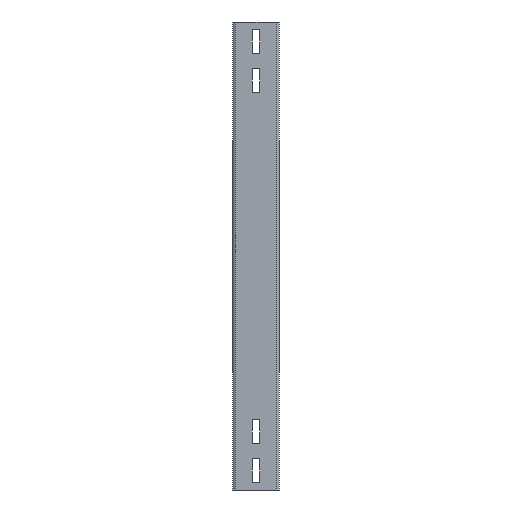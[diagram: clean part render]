
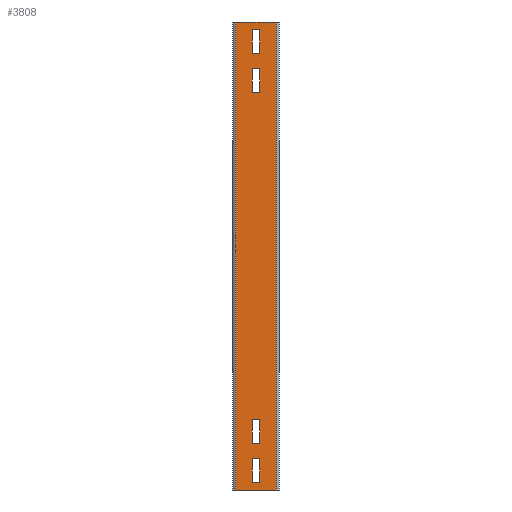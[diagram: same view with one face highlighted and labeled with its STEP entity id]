
A CAD part, left-side view. The second image highlights one B-rep face of the part: STEP entity #3808.
In plain terms, the highlighted face is planar.
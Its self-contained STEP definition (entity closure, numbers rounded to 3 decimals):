
#67=FACE_BOUND('',#588,.T.);
#68=FACE_BOUND('',#589,.T.);
#69=FACE_BOUND('',#590,.T.);
#70=FACE_BOUND('',#591,.T.);
#348=FACE_OUTER_BOUND('',#587,.T.);
#587=EDGE_LOOP('',(#2982,#2983,#2984,#2985));
#588=EDGE_LOOP('',(#2986,#2987,#2988,#2989));
#589=EDGE_LOOP('',(#2990,#2991,#2992,#2993));
#590=EDGE_LOOP('',(#2994,#2995,#2996,#2997));
#591=EDGE_LOOP('',(#2998,#2999,#3000,#3001));
#846=LINE('',#5849,#1279);
#850=LINE('',#5856,#1283);
#853=LINE('',#5862,#1286);
#855=LINE('',#5865,#1288);
#858=LINE('',#5873,#1291);
#862=LINE('',#5880,#1295);
#865=LINE('',#5886,#1298);
#867=LINE('',#5889,#1300);
#870=LINE('',#5897,#1303);
#873=LINE('',#5903,#1306);
#876=LINE('',#5909,#1309);
#879=LINE('',#5913,#1312);
#882=LINE('',#5921,#1315);
#885=LINE('',#5927,#1318);
#888=LINE('',#5933,#1321);
#891=LINE('',#5937,#1324);
#914=LINE('',#5993,#1347);
#923=LINE('',#6015,#1356);
#925=LINE('',#6021,#1358);
#933=LINE('',#6042,#1366);
#1279=VECTOR('',#4755,10.);
#1283=VECTOR('',#4761,10.);
#1286=VECTOR('',#4766,10.);
#1288=VECTOR('',#4770,10.);
#1291=VECTOR('',#4775,10.);
#1295=VECTOR('',#4781,10.);
#1298=VECTOR('',#4786,10.);
#1300=VECTOR('',#4790,10.);
#1303=VECTOR('',#4795,10.);
#1306=VECTOR('',#4800,10.);
#1309=VECTOR('',#4805,10.);
#1312=VECTOR('',#4810,10.);
#1315=VECTOR('',#4815,10.);
#1318=VECTOR('',#4820,10.);
#1321=VECTOR('',#4825,10.);
#1324=VECTOR('',#4830,10.);
#1347=VECTOR('',#4883,10.);
#1356=VECTOR('',#4908,10.);
#1358=VECTOR('',#4916,10.);
#1366=VECTOR('',#4938,10.);
#1703=VERTEX_POINT('',#5846);
#1704=VERTEX_POINT('',#5848);
#1706=VERTEX_POINT('',#5854);
#1708=VERTEX_POINT('',#5860);
#1711=VERTEX_POINT('',#5870);
#1712=VERTEX_POINT('',#5872);
#1714=VERTEX_POINT('',#5878);
#1716=VERTEX_POINT('',#5884);
#1719=VERTEX_POINT('',#5894);
#1720=VERTEX_POINT('',#5896);
#1722=VERTEX_POINT('',#5902);
#1724=VERTEX_POINT('',#5908);
#1727=VERTEX_POINT('',#5918);
#1728=VERTEX_POINT('',#5920);
#1730=VERTEX_POINT('',#5926);
#1732=VERTEX_POINT('',#5932);
#1749=VERTEX_POINT('',#5990);
#1750=VERTEX_POINT('',#5992);
#1755=VERTEX_POINT('',#6014);
#1756=VERTEX_POINT('',#6020);
#2094=EDGE_CURVE('',#1704,#1703,#846,.T.);
#2098=EDGE_CURVE('',#1703,#1706,#850,.T.);
#2101=EDGE_CURVE('',#1706,#1708,#853,.T.);
#2103=EDGE_CURVE('',#1708,#1704,#855,.T.);
#2106=EDGE_CURVE('',#1712,#1711,#858,.T.);
#2110=EDGE_CURVE('',#1711,#1714,#862,.T.);
#2113=EDGE_CURVE('',#1714,#1716,#865,.T.);
#2115=EDGE_CURVE('',#1716,#1712,#867,.T.);
#2118=EDGE_CURVE('',#1720,#1719,#870,.T.);
#2121=EDGE_CURVE('',#1722,#1720,#873,.T.);
#2124=EDGE_CURVE('',#1724,#1722,#876,.T.);
#2127=EDGE_CURVE('',#1719,#1724,#879,.T.);
#2130=EDGE_CURVE('',#1728,#1727,#882,.T.);
#2133=EDGE_CURVE('',#1730,#1728,#885,.T.);
#2136=EDGE_CURVE('',#1732,#1730,#888,.T.);
#2139=EDGE_CURVE('',#1727,#1732,#891,.T.);
#2167=EDGE_CURVE('',#1749,#1750,#914,.T.);
#2178=EDGE_CURVE('',#1755,#1750,#923,.T.);
#2181=EDGE_CURVE('',#1756,#1755,#925,.T.);
#2192=EDGE_CURVE('',#1756,#1749,#933,.T.);
#2982=ORIENTED_EDGE('',*,*,#2167,.F.);
#2983=ORIENTED_EDGE('',*,*,#2192,.F.);
#2984=ORIENTED_EDGE('',*,*,#2181,.T.);
#2985=ORIENTED_EDGE('',*,*,#2178,.T.);
#2986=ORIENTED_EDGE('',*,*,#2094,.T.);
#2987=ORIENTED_EDGE('',*,*,#2098,.T.);
#2988=ORIENTED_EDGE('',*,*,#2101,.T.);
#2989=ORIENTED_EDGE('',*,*,#2103,.T.);
#2990=ORIENTED_EDGE('',*,*,#2106,.T.);
#2991=ORIENTED_EDGE('',*,*,#2110,.T.);
#2992=ORIENTED_EDGE('',*,*,#2113,.T.);
#2993=ORIENTED_EDGE('',*,*,#2115,.T.);
#2994=ORIENTED_EDGE('',*,*,#2118,.T.);
#2995=ORIENTED_EDGE('',*,*,#2127,.T.);
#2996=ORIENTED_EDGE('',*,*,#2124,.T.);
#2997=ORIENTED_EDGE('',*,*,#2121,.T.);
#2998=ORIENTED_EDGE('',*,*,#2130,.T.);
#2999=ORIENTED_EDGE('',*,*,#2139,.T.);
#3000=ORIENTED_EDGE('',*,*,#2136,.T.);
#3001=ORIENTED_EDGE('',*,*,#2133,.T.);
#3598=PLANE('',#4199);
#3808=ADVANCED_FACE('',(#348,#67,#68,#69,#70),#3598,.F.);
#4199=AXIS2_PLACEMENT_3D('',#6043,#4939,#4940);
#4755=DIRECTION('',(0.,0.,-1.));
#4761=DIRECTION('',(0.,-1.,0.));
#4766=DIRECTION('',(0.,0.,1.));
#4770=DIRECTION('',(0.,1.,0.));
#4775=DIRECTION('',(0.,0.,-1.));
#4781=DIRECTION('',(0.,-1.,0.));
#4786=DIRECTION('',(0.,0.,1.));
#4790=DIRECTION('',(0.,1.,0.));
#4795=DIRECTION('',(0.,0.,-1.));
#4800=DIRECTION('',(0.,1.,0.));
#4805=DIRECTION('',(0.,0.,1.));
#4810=DIRECTION('',(0.,-1.,0.));
#4815=DIRECTION('',(0.,0.,-1.));
#4820=DIRECTION('',(0.,1.,0.));
#4825=DIRECTION('',(0.,0.,1.));
#4830=DIRECTION('',(0.,-1.,0.));
#4883=DIRECTION('',(0.,0.,-1.));
#4908=DIRECTION('',(0.,1.,0.));
#4916=DIRECTION('',(0.,0.,-1.));
#4938=DIRECTION('',(0.,1.,0.));
#4939=DIRECTION('center_axis',(-1.,0.,0.));
#4940=DIRECTION('ref_axis',(0.,0.,
1.));
#5846=CARTESIAN_POINT('',(31.,34.5,60.));
#5848=CARTESIAN_POINT('',(31.,34.5,90.));
#5849=CARTESIAN_POINT('',(31.,34.5,180.));
#5854=CARTESIAN_POINT('',(31.,25.5,60.));
#5856=CARTESIAN_POINT('',(31.,24.381,60.));
#5860=CARTESIAN_POINT('',(31.,25.5,90.));
#5862=CARTESIAN_POINT('',(31.,25.5,195.));
#5865=CARTESIAN_POINT('',(31.,28.881,90.));
#5870=CARTESIAN_POINT('',(31.,34.5,10.));
#5872=CARTESIAN_POINT('',(31.,34.5,40.));
#5873=CARTESIAN_POINT('',(31.,34.5,155.));
#5878=CARTESIAN_POINT('',(31.,25.5,10.));
#5880=CARTESIAN_POINT('',(31.,24.381,10.));
#5884=CARTESIAN_POINT('',(31.,25.5,40.));
#5886=CARTESIAN_POINT('',(31.,25.5,170.));
#5889=CARTESIAN_POINT('',(31.,28.881,40.));
#5894=CARTESIAN_POINT('',(31.,34.5,510.));
#5896=CARTESIAN_POINT('',(31.,34.5,540.));
#5897=CARTESIAN_POINT('',(31.,34.5,420.));
#5902=CARTESIAN_POINT('',(31.,25.5,540.));
#5903=CARTESIAN_POINT('',(31.,24.381,540.));
#5908=CARTESIAN_POINT('',(31.,25.5,510.));
#5909=CARTESIAN_POINT('',(31.,25.5,405.));
#5913=CARTESIAN_POINT('',(31.,28.881,510.));
#5918=CARTESIAN_POINT('',(31.,34.5,560.));
#5920=CARTESIAN_POINT('',(31.,34.5,590.));
#5921=CARTESIAN_POINT('',(31.,34.5,445.));
#5926=CARTESIAN_POINT('',(31.,25.5,590.));
#5927=CARTESIAN_POINT('',(31.,24.381,590.));
#5932=CARTESIAN_POINT('',(31.,25.5,560.));
#5933=CARTESIAN_POINT('',(31.,25.5,430.));
#5937=CARTESIAN_POINT('',(31.,28.881,560.));
#5990=CARTESIAN_POINT('',(31.,56.,600.));
#5992=CARTESIAN_POINT('',(31.,56.,0.));
#5993=CARTESIAN_POINT('',(31.,56.,300.));
#6014=CARTESIAN_POINT('',(31.,4.,0.));
#6015=CARTESIAN_POINT('',(31.,-27.524,0.));
#6020=CARTESIAN_POINT('',(31.,4.,600.));
#6021=CARTESIAN_POINT('',(31.,4.,300.));
#6042=CARTESIAN_POINT('',(31.,-27.524,600.));
#6043=CARTESIAN_POINT('Origin',(31.,23.262,300.));
